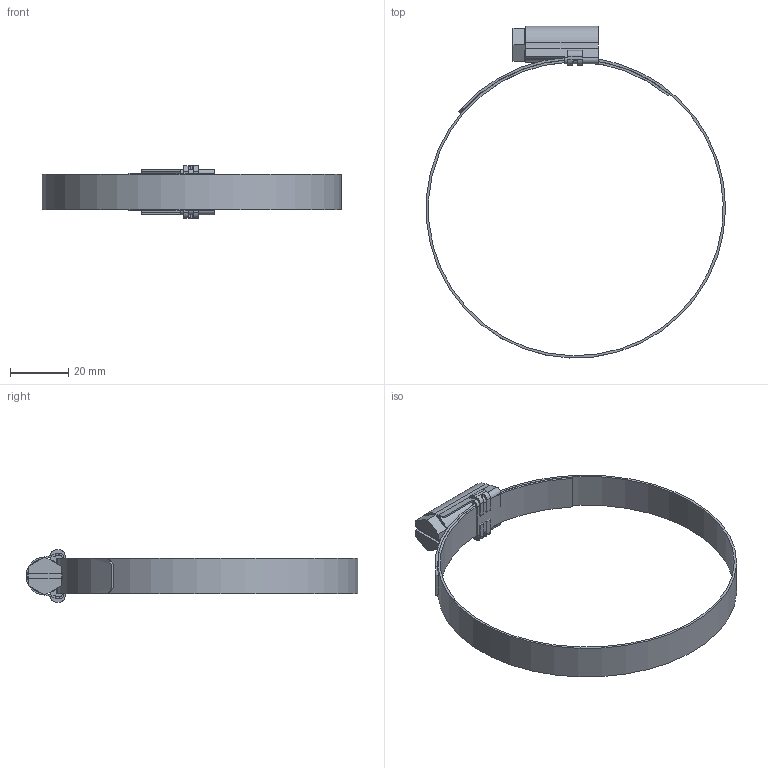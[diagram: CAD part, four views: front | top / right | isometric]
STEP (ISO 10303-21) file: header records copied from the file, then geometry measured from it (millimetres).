
FILE_DESCRIPTION (( 'STEP AP203' ), '1' );
FILE_NAME ('3D-R548_80-100_171786320.STEP', '2024-09-02T14:30:21', ( '' ), ( '' ), 'SwSTEP 2.0', 'SolidWorks 2024', '' );
FILE_SCHEMA (( 'CONFIG_CONTROL_DESIGN' ));
Length unit declared in the file: millimetre
Products named in the file (1): 3D-R548_80-100_171786320
Bounding box: 102.49 x 113.76 x 18 mm (x, y, z)
Volume: 7902.3 mm3; surface area: 14048.6 mm2
Topology: 4 solids, 4 shells, 90 faces, 248 edges, 160 vertices
Faces by surface type: plane 57, cylinder 26, bspline 3, cone 2, torus 2
Entity records: 3753 total; most frequent: CARTESIAN_POINT 1428, ORIENTED_EDGE 496, DIRECTION 434, EDGE_CURVE 248, VERTEX_POINT 160, VECTOR 158, LINE 158, AXIS2_PLACEMENT_3D 138
